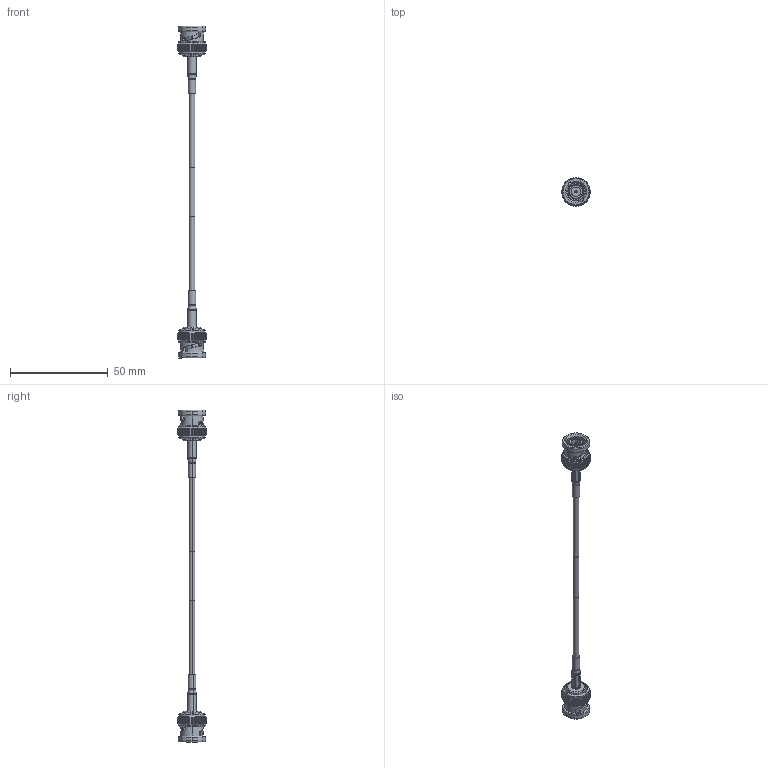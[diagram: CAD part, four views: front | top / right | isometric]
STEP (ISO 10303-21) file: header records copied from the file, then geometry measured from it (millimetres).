
FILE_DESCRIPTION (( 'STEP AP214' ), '1' );
FILE_NAME ('FMCA3167_3D.step', '2023-05-01T21:39:19', ( '' ), ( '' ), 'SwSTEP 2.0', 'SolidWorks 2022', '' );
FILE_SCHEMA (( 'AUTOMOTIVE_DESIGN' ));
Length unit declared in the file: inch
Products named in the file (4): FMCA3167_3D; PE45045 ¦ SC6031_CRIMPED; LMR-100A-FR-FM_5 INCH; CA-100-MA1_.75" LENGTH
Assembly tree (5 placements, depth 2):
  FMCA3167_3D
    LMR-100A-FR-FM_5 INCH
    PE45045 ¦ SC6031_CRIMPED  x2
    CA-100-MA1_.75" LENGTH  x2
Bounding box: 14.46 x 14.46 x 170 mm (x, y, z)
Volume: 4008.9 mm3; surface area: 6431.1 mm2
Topology: 7 solids, 9 shells, 954 faces, 2160 edges, 1248 vertices
Faces by surface type: plane 374, cone 284, cylinder 252, bspline 24, torus 20
Entity records: 15022 total; most frequent: CARTESIAN_POINT 4217, DIRECTION 2205, ORIENTED_EDGE 2178, EDGE_CURVE 1089, AXIS2_PLACEMENT_3D 924, VERTEX_POINT 630, EDGE_LOOP 503, FACE_OUTER_BOUND 482
